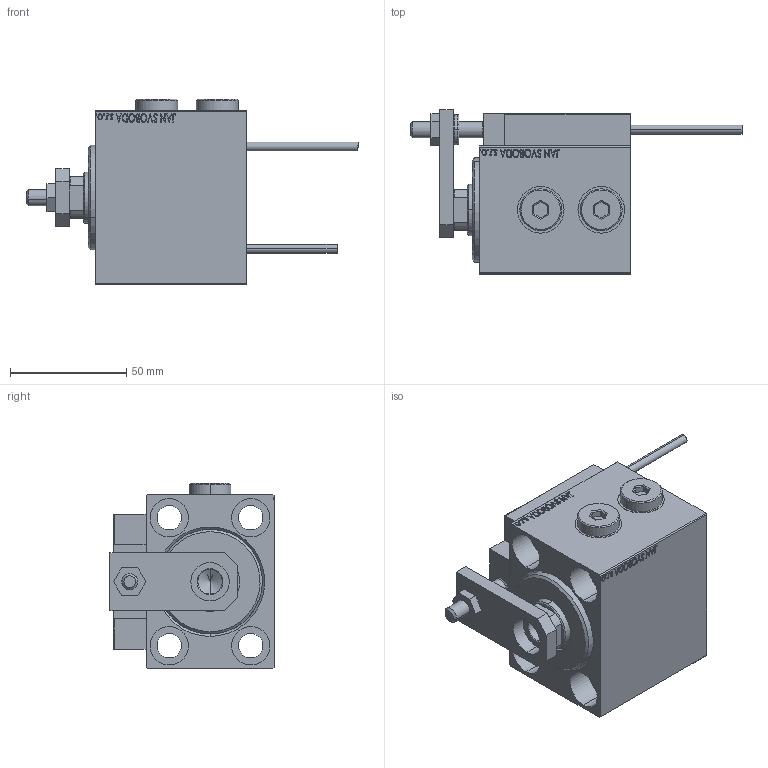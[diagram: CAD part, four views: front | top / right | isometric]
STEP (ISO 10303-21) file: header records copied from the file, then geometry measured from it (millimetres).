
FILE_DESCRIPTION (( 'STEP AP203' ), '1' );
FILE_NAME ('1cc1.STEP', '2024-02-13T04:38:58', ( '' ), ( '' ), 'SwSTEP 2.0', 'SolidWorks 2019', '' );
FILE_SCHEMA (( 'CONFIG_CONTROL_DESIGN' ));
Length unit declared in the file: millimetre
Products named in the file (16): ALLEN BOLT D8 0e0a31d08edf2191fd7c2f7afdfb02d1; V450CM_VC_B 0e0a31d08edf2191fd7c2f7afdfb02d1; MAGNET 0e0a31d08edf2191fd7c2f7afdfb02d1; ALLEN BOLT D5 0e0a31d08edf2191fd7c2f7afdfb02d1; 1cc1; SWITCH_X_FRONT_BACK 0e0a31d08edf2191fd7c2f7afdfb02d1; ZARAZKA 0e0a31d08edf2191fd7c2f7afdfb02d1; Zatka_OIL_PORT 0e0a31d08edf2191fd7c2f7afdfb02d1; SWITCH X 0e0a31d08edf2191fd7c2f7afdfb02d1; KONCOVKA 0e0a31d08edf2191fd7c2f7afdfb02d1; NUT_D12 0e0a31d08edf2191fd7c2f7afdfb02d1; TYC_L79 0e0a31d08edf2191fd7c2f7afdfb02d1; Block 0e0a31d08edf2191fd7c2f7afdfb02d1; V450CM_C_Body 0e0a31d08edf2191fd7c2f7afdfb02d1; SWITCH DIM B,W 0e0a31d08edf2191fd7c2f7afdfb02d1; V450CM_C_VCP 0e0a31d08edf2191fd7c2f7afdfb02d1
Assembly tree (26 placements, depth 3):
  1cc1
    V450CM_C_Body 0e0a31d08edf2191fd7c2f7afdfb02d1
    SWITCH X 0e0a31d08edf2191fd7c2f7afdfb02d1
      SWITCH_X_FRONT_BACK 0e0a31d08edf2191fd7c2f7afdfb02d1  x2
      TYC_L79 0e0a31d08edf2191fd7c2f7afdfb02d1
      Block 0e0a31d08edf2191fd7c2f7afdfb02d1  x2
      ALLEN BOLT D5 0e0a31d08edf2191fd7c2f7afdfb02d1  x4
      ALLEN BOLT D8 0e0a31d08edf2191fd7c2f7afdfb02d1  x4
      MAGNET 0e0a31d08edf2191fd7c2f7afdfb02d1  x2
      KONCOVKA 0e0a31d08edf2191fd7c2f7afdfb02d1  x2
    NUT_D12 0e0a31d08edf2191fd7c2f7afdfb02d1
    SWITCH DIM B,W 0e0a31d08edf2191fd7c2f7afdfb02d1
    ZARAZKA 0e0a31d08edf2191fd7c2f7afdfb02d1
    V450CM_C_VCP 0e0a31d08edf2191fd7c2f7afdfb02d1
    V450CM_VC_B 0e0a31d08edf2191fd7c2f7afdfb02d1
    Zatka_OIL_PORT 0e0a31d08edf2191fd7c2f7afdfb02d1  x2
Bounding box: 142.7 x 70.5 x 79.9 mm (x, y, z)
Volume: 276900.6 mm3; surface area: 82385.9 mm2
Topology: 25 solids, 25 shells, 1335 faces, 3187 edges, 2035 vertices
Faces by surface type: plane 595, bspline 380, cylinder 202, cone 110, torus 44, sphere 4
Entity records: 51409 total; most frequent: CARTESIAN_POINT 26209, ORIENTED_EDGE 5314, DIRECTION 3631, EDGE_CURVE 2657, VERTEX_POINT 1735, LINE 1533, VECTOR 1533, EDGE_LOOP 1234
